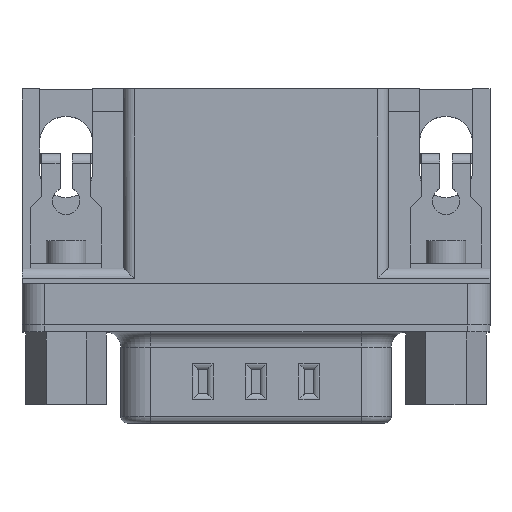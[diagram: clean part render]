
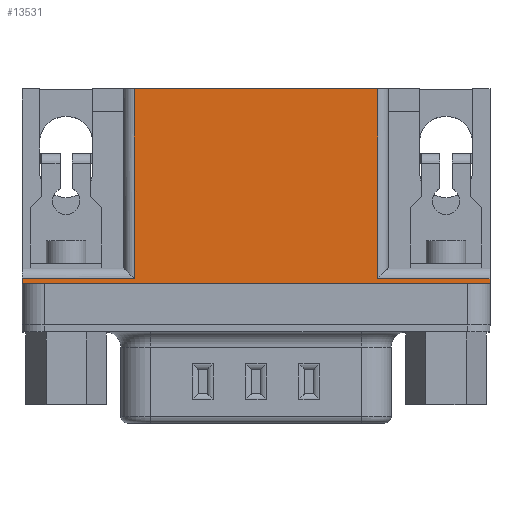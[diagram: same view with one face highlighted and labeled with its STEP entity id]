
A CAD part, top view. The second image highlights one B-rep face of the part: STEP entity #13531.
In plain terms, the highlighted planar face has unit normal (0, 0, 1).
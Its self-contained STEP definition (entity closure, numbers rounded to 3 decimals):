
#1266=ORIENTED_EDGE('',*,*,#5137,.F.);
#1267=ORIENTED_EDGE('',*,*,#5178,.T.);
#1268=ORIENTED_EDGE('',*,*,#5179,.T.);
#1269=ORIENTED_EDGE('',*,*,#5180,.F.);
#1270=ORIENTED_EDGE('',*,*,#5181,.F.);
#1271=ORIENTED_EDGE('',*,*,#5182,.F.);
#1272=ORIENTED_EDGE('',*,*,#5183,.T.);
#1273=ORIENTED_EDGE('',*,*,#5184,.T.);
#5137=EDGE_CURVE('',#7083,#7084,#8380,.T.);
#5178=EDGE_CURVE('',#7083,#7112,#8418,.F.);
#5179=EDGE_CURVE('',#7112,#7113,#8419,.T.);
#5180=EDGE_CURVE('',#7114,#7113,#8420,.T.);
#5181=EDGE_CURVE('',#7115,#7114,#8421,.T.);
#5182=EDGE_CURVE('',#7116,#7115,#8422,.T.);
#5183=EDGE_CURVE('',#7116,#7117,#8423,.T.);
#5184=EDGE_CURVE('',#7117,#7084,#8424,.T.);
#7083=VERTEX_POINT('',#20103);
#7084=VERTEX_POINT('',#20105);
#7112=VERTEX_POINT('',#20182);
#7113=VERTEX_POINT('',#20184);
#7114=VERTEX_POINT('',#20186);
#7115=VERTEX_POINT('',#20188);
#7116=VERTEX_POINT('',#20190);
#7117=VERTEX_POINT('',#20192);
#8380=LINE('',#20104,#9924);
#8418=LINE('',#20181,#9962);
#8419=LINE('',#20183,#9963);
#8420=LINE('',#20185,#9964);
#8421=LINE('',#20187,#9965);
#8422=LINE('',#20189,#9966);
#8423=LINE('',#20191,#9967);
#8424=LINE('',#20193,#9968);
#9924=VECTOR('',#16100,1000.);
#9962=VECTOR('',#16160,1000.);
#9963=VECTOR('',#16161,1000.);
#9964=VECTOR('',#16162,1000.);
#9965=VECTOR('',#16163,1000.);
#9966=VECTOR('',#16164,1000.);
#9967=VECTOR('',#16165,1000.);
#9968=VECTOR('',#16166,1000.);
#11266=EDGE_LOOP('',(#1266,#1267,#1268,#1269,#1270,#1271,#1272,#1273));
#12165=FACE_BOUND('',#11266,.T.);
#13025=PLANE('',#14599);
#13531=ADVANCED_FACE('',(#12165),#13025,.F.);
#14599=AXIS2_PLACEMENT_3D('',#20180,#16158,#16159);
#16100=DIRECTION('',(1.,0.,0.));
#16158=DIRECTION('',(0.,0.,-1.));
#16159=DIRECTION('',(-1.,0.,0.));
#16160=DIRECTION('',(0.,1.,0.));
#16161=DIRECTION('',(-1.,0.,0.));
#16162=DIRECTION('',(0.,1.,0.));
#16163=DIRECTION('',(-1.,0.,0.));
#16164=DIRECTION('',(0.,-1.,0.));
#16165=DIRECTION('',(-1.,0.,0.));
#16166=DIRECTION('',(0.,1.,0.));
#20103=CARTESIAN_POINT('',(-8.,7.775,4.25));
#20104=CARTESIAN_POINT('',(-15.4,7.775,4.25));
#20105=CARTESIAN_POINT('',(8.,7.775,4.25));
#20180=CARTESIAN_POINT('',(0.,0.,4.25));
#20181=CARTESIAN_POINT('',(-8.,-4.025,4.25));
#20182=CARTESIAN_POINT('',(-8.,-4.725,4.25));
#20183=CARTESIAN_POINT('',(0.,-4.725,4.25));
#20184=CARTESIAN_POINT('',(-15.4,-4.725,4.25));
#20185=CARTESIAN_POINT('',(-15.4,-5.075,4.25));
#20186=CARTESIAN_POINT('',(-15.4,-5.075,4.25));
#20187=CARTESIAN_POINT('',(15.4,-5.075,4.25));
#20188=CARTESIAN_POINT('',(15.4,-5.075,4.25));
#20189=CARTESIAN_POINT('',(15.4,7.775,4.25));
#20190=CARTESIAN_POINT('',(15.4,-4.725,4.25));
#20191=CARTESIAN_POINT('',(0.,-4.725,4.25));
#20192=CARTESIAN_POINT('',(8.,-4.725,4.25));
#20193=CARTESIAN_POINT('',(8.,7.775,4.25));
